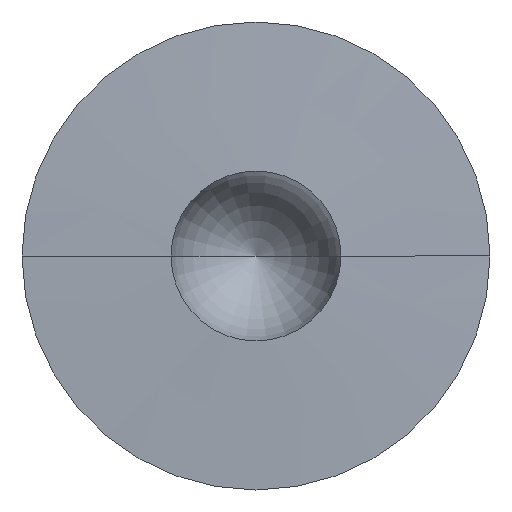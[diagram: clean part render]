
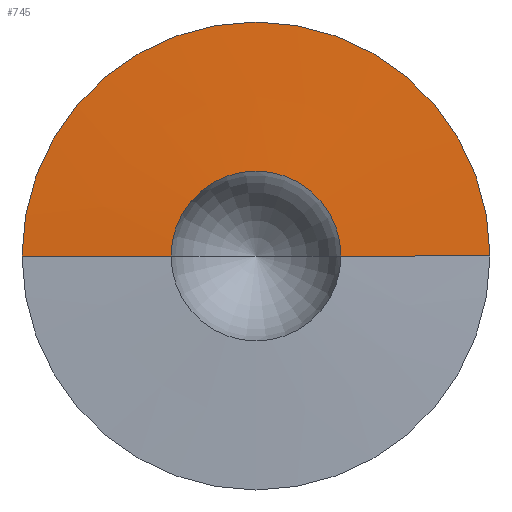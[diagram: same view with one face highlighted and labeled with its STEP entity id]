
A CAD part, front view. The second image highlights one B-rep face of the part: STEP entity #745.
In plain terms, the highlighted conical face has half-angle 87.369 degrees and reference radius 11.799 mm.
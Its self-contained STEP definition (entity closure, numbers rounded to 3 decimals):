
#27 = CONICAL_SURFACE ( 'NONE', #1509, 11.799, 1.525 ) ;
#244 = VERTEX_POINT ( 'NONE', #5427 ) ;
#491 = VERTEX_POINT ( 'NONE', #2300 ) ;
#604 = LINE ( 'NONE', #1418, #7736 ) ;
#745 = ADVANCED_FACE ( 'NONE', ( #4677 ), #27, .T. ) ;
#775 = DIRECTION ( 'NONE',  ( 0.999, 0.046, 0. ) ) ;
#815 = AXIS2_PLACEMENT_3D ( 'NONE', #4272, #8658, #4977 ) ;
#855 = CIRCLE ( 'NONE', #1361, 32.5 ) ;
#1361 = AXIS2_PLACEMENT_3D ( 'NONE', #1385, #6320, #2158 ) ;
#1385 = CARTESIAN_POINT ( 'NONE',  ( 0., -1.049, 0. ) ) ;
#1418 = CARTESIAN_POINT ( 'NONE',  ( -11.799, -2., 0. ) ) ;
#1509 = AXIS2_PLACEMENT_3D ( 'NONE', #3854, #4015, #3777 ) ;
#1578 = ORIENTED_EDGE ( 'NONE', *, *, #3189, .F. ) ;
#1926 = ORIENTED_EDGE ( 'NONE', *, *, #3152, .T. ) ;
#2158 = DIRECTION ( 'NONE',  ( 1., 0., 0. ) ) ;
#2163 = ORIENTED_EDGE ( 'NONE', *, *, #3144, .F. ) ;
#2173 = ORIENTED_EDGE ( 'NONE', *, *, #3344, .T. ) ;
#2300 = CARTESIAN_POINT ( 'NONE',  ( 32.5, -1.049, 0. ) ) ;
#2623 = VERTEX_POINT ( 'NONE', #4080 ) ;
#2983 = VERTEX_POINT ( 'NONE', #3512 ) ;
#3144 = EDGE_CURVE ( 'NONE', #2983, #2623, #6504, .T. ) ;
#3152 = EDGE_CURVE ( 'NONE', #491, #244, #855, .T. ) ;
#3189 = EDGE_CURVE ( 'NONE', #2623, #244, #604, .T. ) ;
#3344 = EDGE_CURVE ( 'NONE', #2983, #491, #7371, .T. ) ;
#3512 = CARTESIAN_POINT ( 'NONE',  ( 11.799, -2., 0. ) ) ;
#3777 = DIRECTION ( 'NONE',  ( -1., 0., 0. ) ) ;
#3854 = CARTESIAN_POINT ( 'NONE',  ( 0., -2., 0. ) ) ;
#4015 = DIRECTION ( 'NONE',  ( 0., 1., 0. ) ) ;
#4080 = CARTESIAN_POINT ( 'NONE',  ( -11.799, -2., 0. ) ) ;
#4272 = CARTESIAN_POINT ( 'NONE',  ( 0., -2., 0. ) ) ;
#4677 = FACE_OUTER_BOUND ( 'NONE', #5498, .T. ) ;
#4977 = DIRECTION ( 'NONE',  ( 1., 0., 0. ) ) ;
#5006 = DIRECTION ( 'NONE',  ( -0.999, 0.046, 0. ) ) ;
#5427 = CARTESIAN_POINT ( 'NONE',  ( -32.5, -1.049, 0. ) ) ;
#5498 = EDGE_LOOP ( 'NONE', ( #2163, #2173, #1926, #1578 ) ) ;
#6320 = DIRECTION ( 'NONE',  ( 0., -1., 0. ) ) ;
#6504 = CIRCLE ( 'NONE', #815, 11.799 ) ;
#7371 = LINE ( 'NONE', #8793, #8714 ) ;
#7736 = VECTOR ( 'NONE', #5006, 1000. ) ;
#8658 = DIRECTION ( 'NONE',  ( 0., -1., 0. ) ) ;
#8714 = VECTOR ( 'NONE', #775, 1000. ) ;
#8793 = CARTESIAN_POINT ( 'NONE',  ( 11.799, -2., 0. ) ) ;
